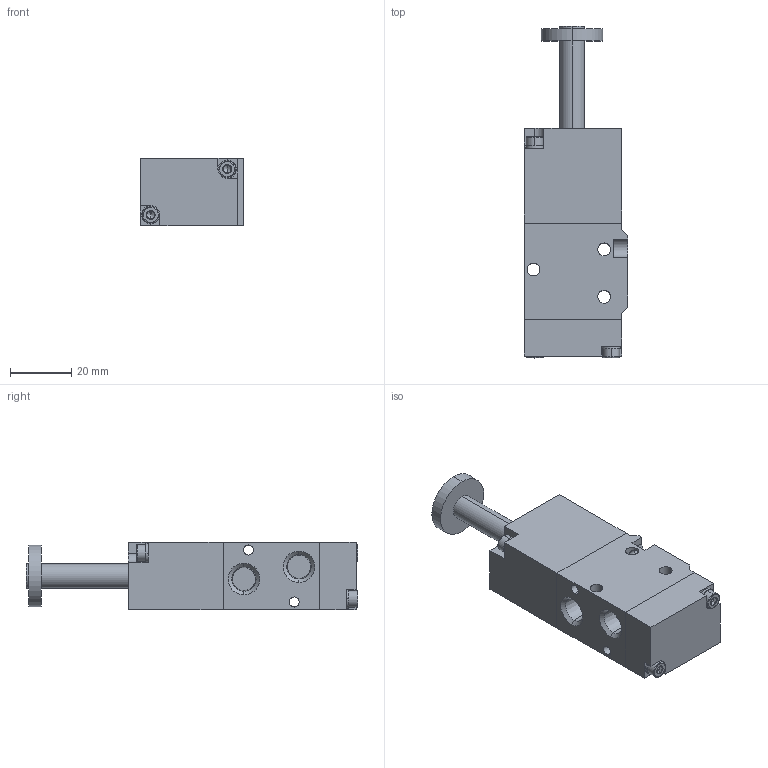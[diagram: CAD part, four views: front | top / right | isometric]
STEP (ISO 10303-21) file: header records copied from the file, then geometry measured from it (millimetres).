
FILE_DESCRIPTION (( 'STEP AP203' ), '1' );
FILE_NAME ('7010020500U.step', '2024-02-07T21:30:28', ( '' ), ( '' ), 'SwSTEP 2.0', 'SolidWorks 2023', '' );
FILE_SCHEMA (( 'CONFIG_CONTROL_DESIGN' ));
Length unit declared in the file: inch
Products named in the file (1): 7010020500U
Bounding box: 34 x 108.6 x 22 mm (x, y, z)
Volume: 53165.6 mm3; surface area: 17168.2 mm2
Topology: 11 solids, 11 shells, 265 faces, 604 edges, 367 vertices
Faces by surface type: plane 125, cylinder 66, cone 50, bspline 24
Entity records: 8201 total; most frequent: CARTESIAN_POINT 2223, DIRECTION 1248, ORIENTED_EDGE 1188, EDGE_CURVE 594, AXIS2_PLACEMENT_3D 468, VERTEX_POINT 367, VECTOR 312, LINE 312
